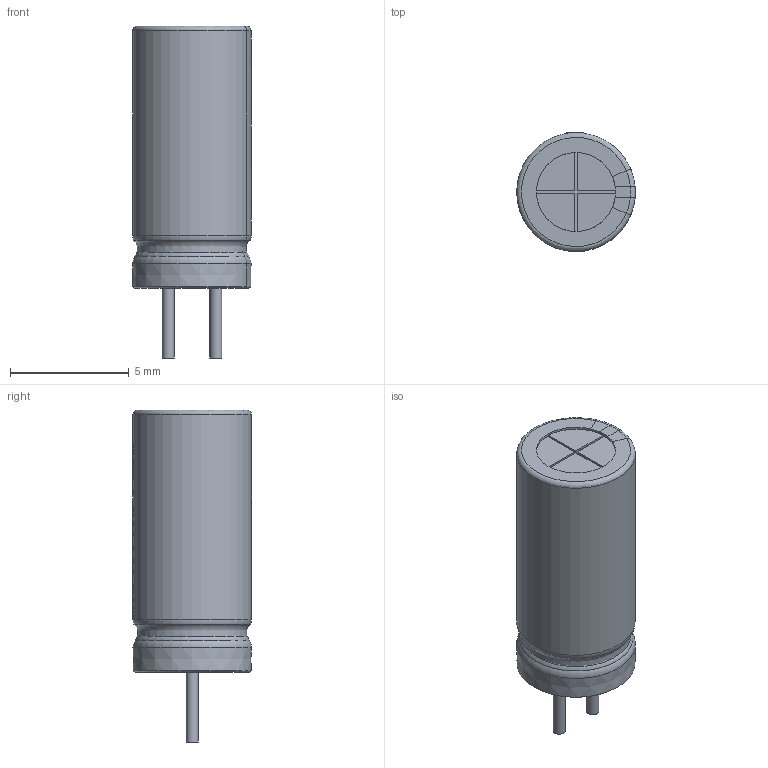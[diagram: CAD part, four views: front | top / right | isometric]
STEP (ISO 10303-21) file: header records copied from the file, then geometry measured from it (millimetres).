
FILE_DESCRIPTION(('FreeCAD Model'),'2;1');
FILE_NAME('Open CASCADE Shape Model','2024-07-31T10:45:16',( 'kicad StepUp'),('ksu MCAD'),'Open CASCADE STEP processor 7.6', 'FreeCAD','Unknown');
FILE_SCHEMA(('AUTOMOTIVE_DESIGN { 1 0 10303 214 1 1 1 1 }'));
Length unit declared in the file: millimetre
Products named in the file (1): Revolve.copy_sp
Bounding box: 5 x 5.02 x 13.99 mm (x, y, z)
Volume: 210.7 mm3; surface area: 604.7 mm2
Topology: 12 solids, 24 shells, 137 faces, 509 edges, 408 vertices
Faces by surface type: plane 56, cylinder 44, torus 23, cone 10, revolution 4
Full cylindrical faces by diameter (mm): 0.5 x2, 4.6 x2
Entity records: 7430 total; most frequent: CARTESIAN_POINT 2463, ORIENTED_EDGE 814, DIRECTION 658, EDGE_CURVE 509, VERTEX_POINT 408, AXIS2_PLACEMENT_3D 263, B_SPLINE_CURVE_WITH_KNOTS 244, FACE_BOUND 145
